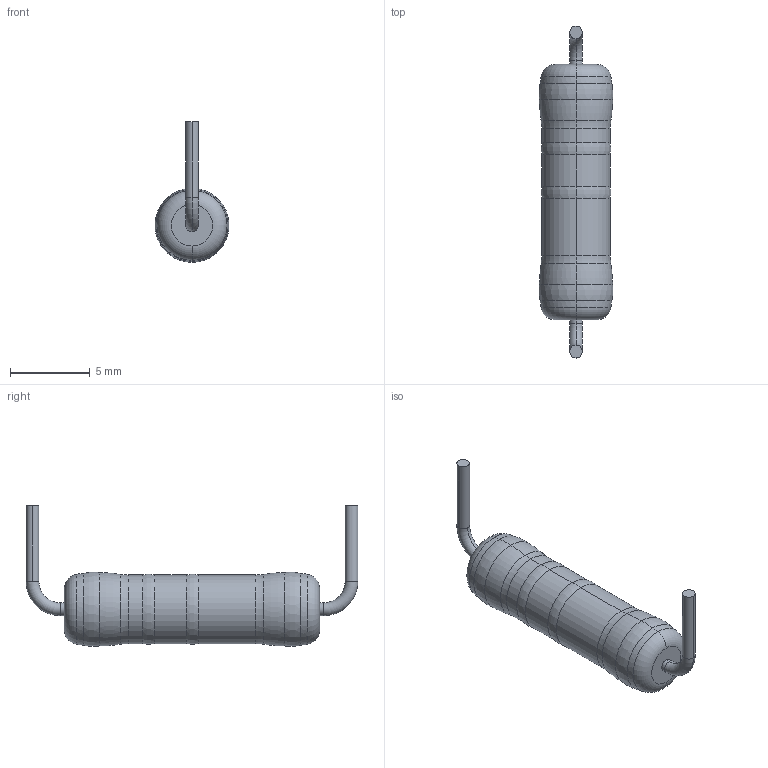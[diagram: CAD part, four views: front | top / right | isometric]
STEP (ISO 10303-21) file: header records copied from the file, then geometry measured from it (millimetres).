
FILE_DESCRIPTION (( 'STEP AP214' ), '1' );
FILE_NAME ('HITANO 3W 51 Ohm 5% (MOR300SJTB-51R).STEP', '2024-07-19T11:25:16', ( '' ), ( '' ), 'SwSTEP 2.0', 'SolidWorks 2021', '' );
FILE_SCHEMA (( 'AUTOMOTIVE_DESIGN' ));
Length unit declared in the file: millimetre
Products named in the file (1): HITANO 3W 51 Ohm 5% (MOR300SJTB-51R)
Bounding box: 4.62 x 20.8 x 8.83 mm (x, y, z)
Volume: 246.9 mm3; surface area: 279.9 mm2
Topology: 1 solids, 1 shells, 46 faces, 92 edges, 50 vertices
Faces by surface type: torus 28, cylinder 14, plane 4
Entity records: 1478 total; most frequent: DIRECTION 264, CARTESIAN_POINT 189, ORIENTED_EDGE 184, AXIS2_PLACEMENT_3D 125, EDGE_CURVE 92, CIRCLE 78, VERTEX_POINT 50, EDGE_LOOP 48
